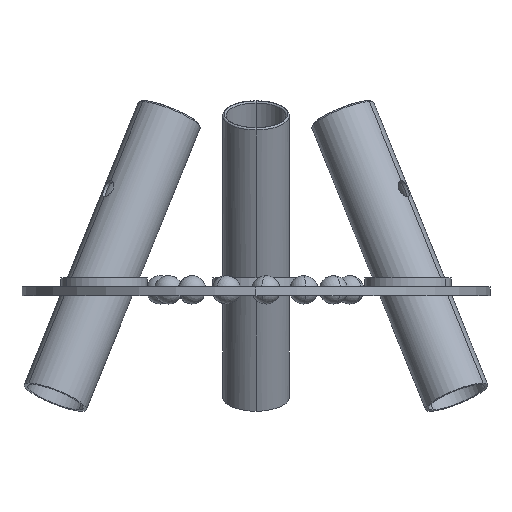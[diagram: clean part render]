
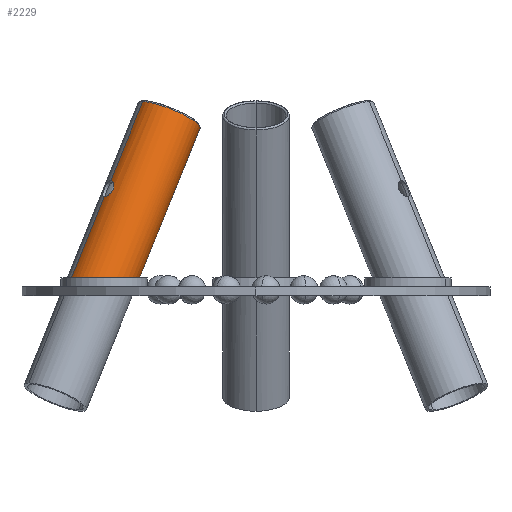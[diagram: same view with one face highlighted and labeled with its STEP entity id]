
A CAD part, left-side view. The second image highlights one B-rep face of the part: STEP entity #2229.
In plain terms, the highlighted cylindrical face has radius 7.5 mm (diameter 15 mm), a partial arc.
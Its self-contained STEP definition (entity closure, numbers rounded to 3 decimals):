
#43 = VERTEX_POINT ( 'NONE', #2290 ) ;
#48 = VECTOR ( 'NONE', #730, 1000. ) ;
#52 = VERTEX_POINT ( 'NONE', #3197 ) ;
#64 = CARTESIAN_POINT ( 'NONE',  ( 0.28, 88.417, 111.495 ) ) ;
#66 = CARTESIAN_POINT ( 'NONE',  ( -1.459, 94.924, 62.54 ) ) ;
#71 = CARTESIAN_POINT ( 'NONE',  ( 2.336, 88.351, 114.308 ) ) ;
#114 = LINE ( 'NONE', #66, #1315 ) ;
#143 = ORIENTED_EDGE ( 'NONE', *, *, #2675, .F. ) ;
#202 = ORIENTED_EDGE ( 'NONE', *, *, #2401, .F. ) ;
#253 = CARTESIAN_POINT ( 'NONE',  ( -2.761, 97.179, 92.448 ) ) ;
#324 = ORIENTED_EDGE ( 'NONE', *, *, #2122, .F. ) ;
#352 = CARTESIAN_POINT ( 'NONE',  ( 1.491, 89.815, 110.682 ) ) ;
#379 = DIRECTION ( 'NONE',  ( 0.211, -0.366, 0.906 ) ) ;
#386 = CARTESIAN_POINT ( 'NONE',  ( 0.258, 87.975, 112.144 ) ) ;
#396 = AXIS2_PLACEMENT_3D ( 'NONE', #1642, #2246, #971 ) ;
#564 = B_SPLINE_CURVE_WITH_KNOTS ( 'NONE', 3,
 ( #967, #680, #1284, #2495, #1898, #3423, #2803, #3123, #3103, #3742, #64, #981, #1598, #386, #2511, #2818, #3021, #1823, #1580, #1195, #3331, #2154, #885, #941, #1546, #1255, #3048, #894, #3347, #3694 ),
 .UNSPECIFIED., .F., .F.,
 ( 4, 2, 2, 2, 2, 2, 2, 2, 2, 2, 2, 2, 2, 2, 4 ),
 ( 0., 0., 0.001, 0.001, 0.002, 0.002, 0.003, 0.003, 0.004, 0.004, 0.005, 0.005, 0.005, 0.006, 0.006 ),
 .UNSPECIFIED. ) ;
#680 = CARTESIAN_POINT ( 'NONE',  ( 1.376, 89.749, 110.682 ) ) ;
#682 = LINE ( 'NONE', #1069, #2442 ) ;
#730 = DIRECTION ( 'NONE',  ( 0.211, -0.366, 0.906 ) ) ;
#767 = CARTESIAN_POINT ( 'NONE',  ( 9.856, 75.326, 128.816 ) ) ;
#885 = CARTESIAN_POINT ( 'NONE',  ( 1.237, 87.813, 113.893 ) ) ;
#886 = CARTESIAN_POINT ( 'NONE',  ( 5.514, 82.846, 92.448 ) ) ;
#894 = CARTESIAN_POINT ( 'NONE',  ( 2.106, 88.222, 114.294 ) ) ;
#941 = CARTESIAN_POINT ( 'NONE',  ( 1.44, 87.894, 114.038 ) ) ;
#964 = EDGE_CURVE ( 'NONE', #3633, #52, #114, .T. ) ;
#967 = CARTESIAN_POINT ( 'NONE',  ( 1.491, 89.815, 110.682 ) ) ;
#971 = DIRECTION ( 'NONE',  ( 0.453, -0.785, -0.423 ) ) ;
#981 = CARTESIAN_POINT ( 'NONE',  ( 0.244, 88.181, 111.805 ) ) ;
#1069 = CARTESIAN_POINT ( 'NONE',  ( -8.256, 106.697, 68.879 ) ) ;
#1104 =( BOUNDED_CURVE ( )  B_SPLINE_CURVE ( 3, ( #2525, #1900, #1911, #3424 ),
 .UNSPECIFIED., .F., .F. ) 
 B_SPLINE_CURVE_WITH_KNOTS ( ( 4, 4 ),
 ( 0., 3.142 ),
 .UNSPECIFIED. ) 
 CURVE ( )  GEOMETRIC_REPRESENTATION_ITEM ( )  RATIONAL_B_SPLINE_CURVE ( ( 1., 0.333, 0.333, 1. ) ) 
 REPRESENTATION_ITEM ( '' )  );
#1195 = CARTESIAN_POINT ( 'NONE',  ( 0.707, 87.679, 113.323 ) ) ;
#1255 = CARTESIAN_POINT ( 'NONE',  ( 1.767, 88.045, 114.203 ) ) ;
#1284 = CARTESIAN_POINT ( 'NONE',  ( 1.267, 89.676, 110.693 ) ) ;
#1303 = ORIENTED_EDGE ( 'NONE', *, *, #964, .T. ) ;
#1315 = VECTOR ( 'NONE', #379, 1000. ) ;
#1481 = LINE ( 'NONE', #3206, #48 ) ;
#1546 = CARTESIAN_POINT ( 'NONE',  ( 1.548, 87.941, 114.102 ) ) ;
#1580 = CARTESIAN_POINT ( 'NONE',  ( 0.517, 87.707, 112.977 ) ) ;
#1586 = VERTEX_POINT ( 'NONE', #71 ) ;
#1598 = CARTESIAN_POINT ( 'NONE',  ( 0.242, 88.107, 111.916 ) ) ;
#1642 = CARTESIAN_POINT ( 'NONE',  ( -4.857, 100.81, 65.709 ) ) ;
#1691 = FACE_OUTER_BOUND ( 'NONE', #1957, .T. ) ;
#1779 = EDGE_CURVE ( 'NONE', #1586, #43, #682, .T. ) ;
#1823 = CARTESIAN_POINT ( 'NONE',  ( 0.462, 87.726, 112.859 ) ) ;
#1898 = CARTESIAN_POINT ( 'NONE',  ( 0.964, 89.433, 110.764 ) ) ;
#1900 = CARTESIAN_POINT ( 'NONE',  ( -7.476, 75.346, 92.448 ) ) ;
#1911 = CARTESIAN_POINT ( 'NONE',  ( -15.751, 89.679, 92.448 ) ) ;
#1957 = EDGE_LOOP ( 'NONE', ( #202, #324, #1303, #3042, #3337, #143 ) ) ;
#1958 = DIRECTION ( 'NONE',  ( -0.211, 0.366, -0.906 ) ) ;
#2122 = EDGE_CURVE ( 'NONE', #3633, #3049, #1104, .T. ) ;
#2154 = CARTESIAN_POINT ( 'NONE',  ( 1.14, 87.78, 113.811 ) ) ;
#2229 = ADVANCED_FACE ( 'NONE', ( #1691 ), #3988, .T. ) ;
#2246 = DIRECTION ( 'NONE',  ( 0.211, -0.366, 0.906 ) ) ;
#2290 = CARTESIAN_POINT ( 'NONE',  ( 6.457, 81.212, 131.985 ) ) ;
#2350 = EDGE_CURVE ( 'NONE', #52, #43, #3509, .T. ) ;
#2401 = EDGE_CURVE ( 'NONE', #3049, #2768, #1481, .T. ) ;
#2442 = VECTOR ( 'NONE', #2939, 1000. ) ;
#2495 = CARTESIAN_POINT ( 'NONE',  ( 1.062, 89.519, 110.733 ) ) ;
#2511 = CARTESIAN_POINT ( 'NONE',  ( 0.276, 87.919, 112.261 ) ) ;
#2525 = CARTESIAN_POINT ( 'NONE',  ( 5.514, 82.846, 92.448 ) ) ;
#2675 = EDGE_CURVE ( 'NONE', #2768, #1586, #564, .T. ) ;
#2768 = VERTEX_POINT ( 'NONE', #352 ) ;
#2803 = CARTESIAN_POINT ( 'NONE',  ( 0.708, 89.164, 110.894 ) ) ;
#2818 = CARTESIAN_POINT ( 'NONE',  ( 0.332, 87.822, 112.498 ) ) ;
#2841 = AXIS2_PLACEMENT_3D ( 'NONE', #767, #1958, #3158 ) ;
#2939 = DIRECTION ( 'NONE',  ( 0.211, -0.366, 0.906 ) ) ;
#3021 = CARTESIAN_POINT ( 'NONE',  ( 0.37, 87.783, 112.62 ) ) ;
#3042 = ORIENTED_EDGE ( 'NONE', *, *, #2350, .T. ) ;
#3048 = CARTESIAN_POINT ( 'NONE',  ( 1.878, 88.101, 114.242 ) ) ;
#3049 = VERTEX_POINT ( 'NONE', #253 ) ;
#3103 = CARTESIAN_POINT ( 'NONE',  ( 0.502, 88.881, 111.081 ) ) ;
#3123 = CARTESIAN_POINT ( 'NONE',  ( 0.565, 88.977, 111.012 ) ) ;
#3158 = DIRECTION ( 'NONE',  ( -0.453, 0.785, 0.423 ) ) ;
#3197 = CARTESIAN_POINT ( 'NONE',  ( 13.255, 69.439, 125.646 ) ) ;
#3206 = CARTESIAN_POINT ( 'NONE',  ( -8.256, 106.697, 68.879 ) ) ;
#3331 = CARTESIAN_POINT ( 'NONE',  ( 0.865, 87.7, 113.537 ) ) ;
#3337 = ORIENTED_EDGE ( 'NONE', *, *, #1779, .F. ) ;
#3347 = CARTESIAN_POINT ( 'NONE',  ( 2.222, 88.286, 114.308 ) ) ;
#3423 = CARTESIAN_POINT ( 'NONE',  ( 0.787, 89.256, 110.845 ) ) ;
#3424 = CARTESIAN_POINT ( 'NONE',  ( -2.761, 97.179, 92.448 ) ) ;
#3509 = CIRCLE ( 'NONE', #2841, 7.5 ) ;
#3633 = VERTEX_POINT ( 'NONE', #886 ) ;
#3694 = CARTESIAN_POINT ( 'NONE',  ( 2.336, 88.351, 114.308 ) ) ;
#3742 = CARTESIAN_POINT ( 'NONE',  ( 0.346, 88.601, 111.308 ) ) ;
#3988 = CYLINDRICAL_SURFACE ( 'NONE', #396, 7.5 ) ;
